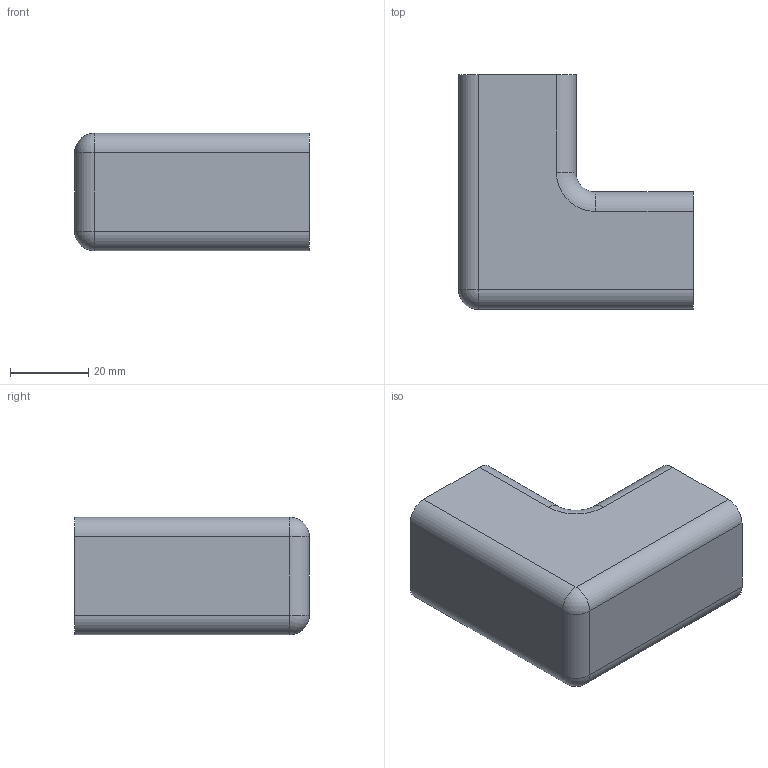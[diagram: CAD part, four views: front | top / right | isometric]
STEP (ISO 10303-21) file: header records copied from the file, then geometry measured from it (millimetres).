
FILE_DESCRIPTION(/* description */ (''),/* implementation_level */ '2;1');
FILE_NAME(/* name */ '20x20(Double).stp',/* time_stamp */ '2020-01-20T18:14:45+07:00',/* author */ ('thanh'),/* organization */ (''),/* preprocessor_version */ 'ST-DEVELOPER v18',/* originating_system */ 'Autodesk Inventor 2020',/* authorisation */ '');
FILE_SCHEMA (('AUTOMOTIVE_DESIGN { 1 0 10303 214 3 1 1 }'));
Length unit declared in the file: millimetre
Products named in the file (1): 20x20(Double)
Bounding box: 60 x 60 x 30 mm (x, y, z)
Volume: 61024.5 mm3; surface area: 18307.6 mm2
Topology: 1 solids, 1 shells, 104 faces, 290 edges, 190 vertices
Faces by surface type: cylinder 50, plane 50, torus 2, sphere 2
Entity records: 3510 total; most frequent: DIRECTION 602, CARTESIAN_POINT 585, ORIENTED_EDGE 580, EDGE_CURVE 290, AXIS2_PLACEMENT_3D 207, VERTEX_POINT 190, LINE 188, VECTOR 188
